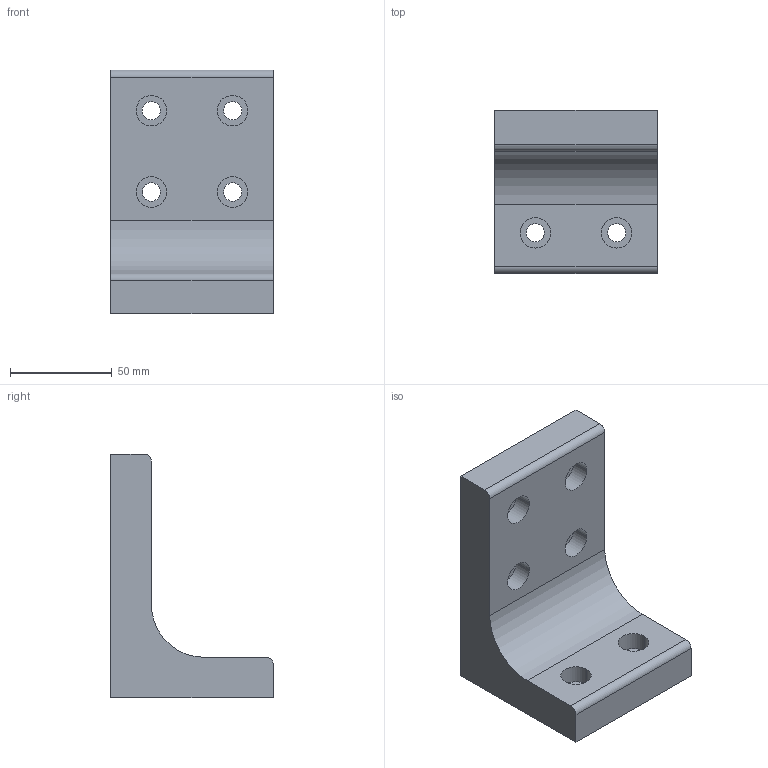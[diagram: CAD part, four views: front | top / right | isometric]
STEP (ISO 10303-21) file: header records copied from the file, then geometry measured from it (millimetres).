
FILE_DESCRIPTION((''),'2;1');
FILE_NAME('SZ0995N.stp','2009-07-27T13:56:14',(''),(''),'Mechanical Desktop 2007','Mechanical Desktop 2007',', , ');
FILE_SCHEMA(('CONFIG_CONTROL_DESIGN'));
Length unit declared in the file: millimetre
Products named in the file (1): SZ0995N
Bounding box: 80 x 80 x 120 mm (x, y, z)
Volume: 285443.7 mm3; surface area: 41993.9 mm2
Topology: 1 solids, 1 shells, 41 faces, 99 edges, 66 vertices
Faces by surface type: cylinder 27, plane 14
Entity records: 1346 total; most frequent: DIRECTION 237, CARTESIAN_POINT 207, ORIENTED_EDGE 198, EDGE_CURVE 99, AXIS2_PLACEMENT_3D 96, VERTEX_POINT 66, EDGE_LOOP 59, CIRCLE 54
